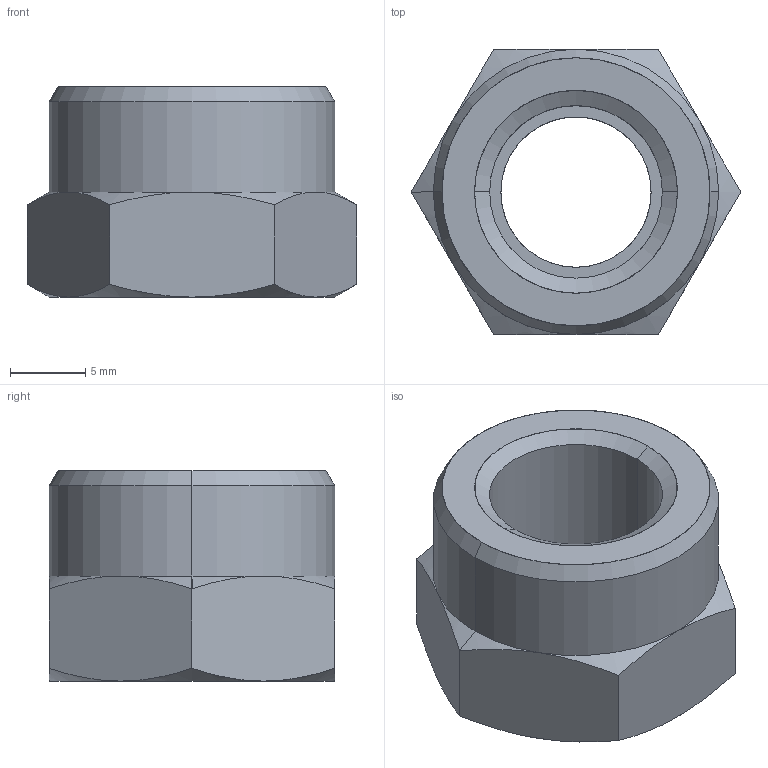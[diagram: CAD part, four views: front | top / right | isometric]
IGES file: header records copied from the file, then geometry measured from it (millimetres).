
Start section: SolidWorks IGES file using analytic representation for surfaces
Global section: file name: L_TF05040000.igs; native system: SolidWorks 2014; preprocessor: SolidWorks 2014; author: arutput15; date: 141004.073854; units: millimetre
Bounding box: 21.94 x 19 x 14 mm (x, y, z)
Surface area: 1768 mm2 (no closed solid volume)
Topology: 0 solids, 0 shells, 33 faces, 477 edges, 477 vertices
Faces by surface type: revolution 24, bspline 9
